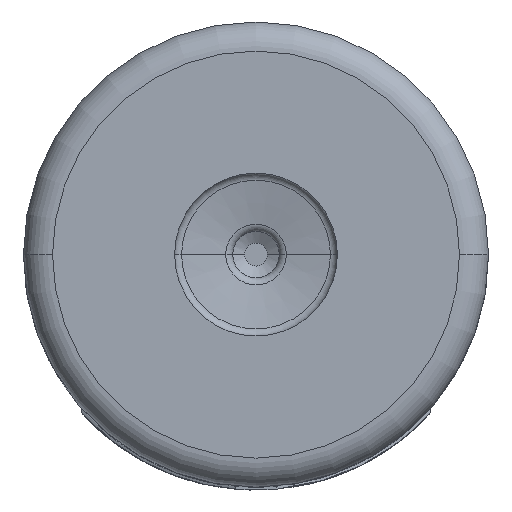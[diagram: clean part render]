
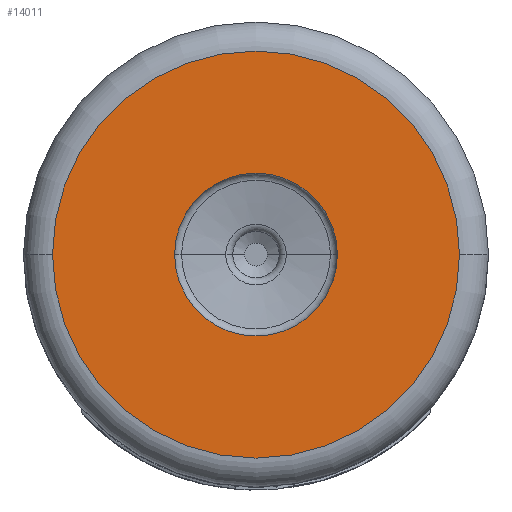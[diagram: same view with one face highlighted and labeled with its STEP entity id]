
A CAD part, front view. The second image highlights one B-rep face of the part: STEP entity #14011.
In plain terms, the highlighted planar face has unit normal (0, -1, 0).
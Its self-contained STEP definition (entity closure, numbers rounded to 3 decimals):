
#1980=CARTESIAN_POINT('',(0.,-4.,0.));
#1981=DIRECTION('',(0.,-1.,0.));
#1982=DIRECTION('',(1.,0.,0.));
#1983=AXIS2_PLACEMENT_3D('',#1980,#1981,#1982);
#1995=CARTESIAN_POINT('',(0.,-4.,0.));
#1996=DIRECTION('',(0.,-1.,0.));
#1997=DIRECTION('',(-1.,0.,0.));
#1998=AXIS2_PLACEMENT_3D('',#1995,#1996,#1997);
#2000=CARTESIAN_POINT('',(0.,-4.,0.));
#2001=DIRECTION('',(0.,-1.,0.));
#2002=DIRECTION('',(1.,0.,0.));
#2003=AXIS2_PLACEMENT_3D('',#2000,#2001,#2002);
#2005=CARTESIAN_POINT('',(0.,-4.,0.));
#2006=DIRECTION('',(0.,-1.,0.));
#2007=DIRECTION('',(-1.,0.,0.));
#2008=AXIS2_PLACEMENT_3D('',#2005,#2006,#2007);
#11903=CARTESIAN_POINT('',(-1.4,-4.,0.));
#11904=CARTESIAN_POINT('',(1.4,-4.,0.));
#11905=VERTEX_POINT('',#11903);
#11906=VERTEX_POINT('',#11904);
#11907=CARTESIAN_POINT('',(3.5,-4.,0.));
#11908=CARTESIAN_POINT('',(-3.5,-4.,0.));
#11909=VERTEX_POINT('',#11907);
#11910=VERTEX_POINT('',#11908);
#13995=CARTESIAN_POINT('',(0.,-4.,0.));
#13996=DIRECTION('',(0.,1.,0.));
#13997=DIRECTION('',(1.,0.,0.));
#13998=AXIS2_PLACEMENT_3D('',#13995,#13996,#13997);
#13999=PLANE('',#13998);
#14000=ORIENTED_EDGE('',*,*,#13985,.F.);
#14002=ORIENTED_EDGE('',*,*,#14001,.F.);
#14003=EDGE_LOOP('',(#14000,#14002));
#14004=FACE_OUTER_BOUND('',#14003,.F.);
#14006=ORIENTED_EDGE('',*,*,#14005,.T.);
#14008=ORIENTED_EDGE('',*,*,#14007,.T.);
#14009=EDGE_LOOP('',(#14006,#14008));
#14010=FACE_BOUND('',#14009,.F.);
#14011=ADVANCED_FACE('',(#14004,#14010),#13999,.F.);
#1984=CIRCLE('',#1983,3.5);
#1999=CIRCLE('',#1998,1.4);
#2004=CIRCLE('',#2003,1.4);
#2009=CIRCLE('',#2008,3.5);
#13985=EDGE_CURVE('',#11909,#11910,#1984,.T.);
#14001=EDGE_CURVE('',#11910,#11909,#2009,.T.);
#14005=EDGE_CURVE('',#11905,#11906,#1999,.T.);
#14007=EDGE_CURVE('',#11906,#11905,#2004,.T.);
